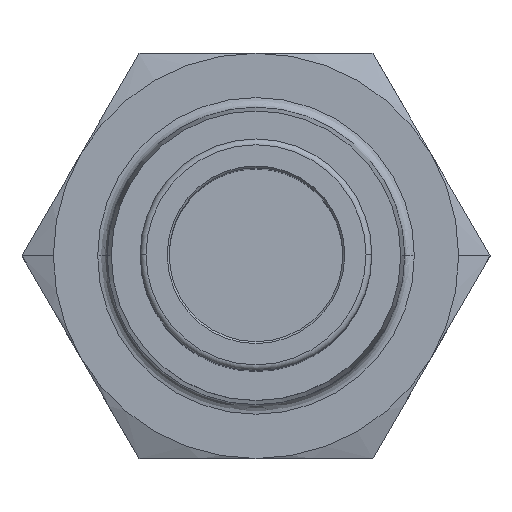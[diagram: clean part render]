
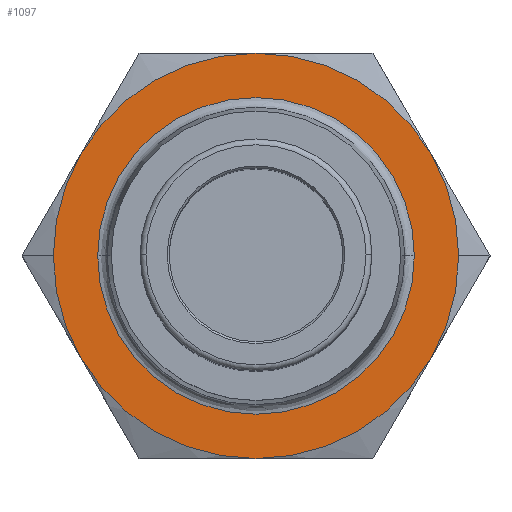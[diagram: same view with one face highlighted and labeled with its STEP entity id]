
A CAD part, top view. The second image highlights one B-rep face of the part: STEP entity #1097.
In plain terms, the highlighted planar face has unit normal (0, 0, 1).
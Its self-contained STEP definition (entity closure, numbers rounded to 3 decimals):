
#347=CARTESIAN_POINT('',(10.5,0.,-13.9));
#348=VERTEX_POINT('',#347);
#355=CARTESIAN_POINT('',(9.093,5.25,-13.9));
#356=VERTEX_POINT('',#355);
#370=CARTESIAN_POINT('',(0.,0.,-13.9));
#371=DIRECTION('',(0.0,0.0,1.0));
#372=DIRECTION('',(1.0,0.0,0.0));
#373=AXIS2_PLACEMENT_3D('',#370,#371,#372);
#374=CIRCLE('',#373,10.5);
#375=EDGE_CURVE('',#348,#356,#374,.T.);
#385=CARTESIAN_POINT('',(-10.5,0.,-13.9));
#386=VERTEX_POINT('',#385);
#395=CARTESIAN_POINT('',(-9.093,5.25,-13.9));
#396=VERTEX_POINT('',#395);
#397=CARTESIAN_POINT('',(0.,0.,-13.9));
#398=DIRECTION('',(0.0,0.0,1.0));
#399=DIRECTION('',(1.0,0.0,0.0));
#400=AXIS2_PLACEMENT_3D('',#397,#398,#399);
#401=CIRCLE('',#400,10.5);
#402=EDGE_CURVE('',#396,#386,#401,.T.);
#585=CARTESIAN_POINT('',(8.204,0.,-13.9));
#586=VERTEX_POINT('',#585);
#595=CARTESIAN_POINT('',(-8.204,0.,-13.9));
#596=VERTEX_POINT('',#595);
#604=CARTESIAN_POINT('',(0.,0.,-13.9));
#605=DIRECTION('',(0.0,0.0,1.0));
#606=DIRECTION('',(-1.0,0.0,0.0));
#607=AXIS2_PLACEMENT_3D('',#604,#605,#606);
#608=CIRCLE('',#607,8.204);
#609=EDGE_CURVE('',#596,#586,#608,.T.);
#998=CARTESIAN_POINT('',(0.,0.,-13.9));
#999=DIRECTION('',(0.0,0.0,1.0));
#1000=DIRECTION('',(-1.0,0.0,0.0));
#1001=AXIS2_PLACEMENT_3D('',#998,#999,#1000);
#1002=CIRCLE('',#1001,8.204);
#1003=EDGE_CURVE('',#586,#596,#1002,.T.);
#1034=CARTESIAN_POINT('',(0.,0.,-13.9));
#1035=DIRECTION('',(0.0,0.0,-1.0));
#1036=DIRECTION('',(-1.0,0.0,0.0));
#1037=AXIS2_PLACEMENT_3D('',#1034,#1035,#1036);
#1038=PLANE('',#1037);
#1039=CARTESIAN_POINT('',(0.,-10.5,-13.9));
#1040=VERTEX_POINT('',#1039);
#1041=CARTESIAN_POINT('',(9.093,-5.25,-13.9));
#1042=VERTEX_POINT('',#1041);
#1043=CARTESIAN_POINT('',(0.,0.,-13.9));
#1044=DIRECTION('',(0.0,0.0,1.0));
#1045=DIRECTION('',(1.0,0.0,0.0));
#1046=AXIS2_PLACEMENT_3D('',#1043,#1044,#1045);
#1047=CIRCLE('',#1046,10.5);
#1048=EDGE_CURVE('',#1040,#1042,#1047,.T.);
#1049=ORIENTED_EDGE('',*,*,#1048,.T.);
#1050=CARTESIAN_POINT('',(0.,0.,-13.9));
#1051=DIRECTION('',(0.0,0.0,1.0));
#1052=DIRECTION('',(1.0,0.0,0.0));
#1053=AXIS2_PLACEMENT_3D('',#1050,#1051,#1052);
#1054=CIRCLE('',#1053,10.5);
#1055=EDGE_CURVE('',#1042,#348,#1054,.T.);
#1056=ORIENTED_EDGE('',*,*,#1055,.T.);
#1057=ORIENTED_EDGE('',*,*,#375,.T.);
#1058=CARTESIAN_POINT('',(0.,10.5,-13.9));
#1059=VERTEX_POINT('',#1058);
#1060=CARTESIAN_POINT('',(0.,0.,-13.9));
#1061=DIRECTION('',(0.0,0.0,1.0));
#1062=DIRECTION('',(1.0,0.0,0.0));
#1063=AXIS2_PLACEMENT_3D('',#1060,#1061,#1062);
#1064=CIRCLE('',#1063,10.5);
#1065=EDGE_CURVE('',#356,#1059,#1064,.T.);
#1066=ORIENTED_EDGE('',*,*,#1065,.T.);
#1067=CARTESIAN_POINT('',(0.,0.,-13.9));
#1068=DIRECTION('',(0.0,0.0,1.0));
#1069=DIRECTION('',(1.0,0.0,0.0));
#1070=AXIS2_PLACEMENT_3D('',#1067,#1068,#1069);
#1071=CIRCLE('',#1070,10.5);
#1072=EDGE_CURVE('',#1059,#396,#1071,.T.);
#1073=ORIENTED_EDGE('',*,*,#1072,.T.);
#1074=ORIENTED_EDGE('',*,*,#402,.T.);
#1075=CARTESIAN_POINT('',(-9.093,-5.25,-13.9));
#1076=VERTEX_POINT('',#1075);
#1077=CARTESIAN_POINT('',(0.,0.,-13.9));
#1078=DIRECTION('',(0.0,0.0,1.0));
#1079=DIRECTION('',(1.0,0.0,0.0));
#1080=AXIS2_PLACEMENT_3D('',#1077,#1078,#1079);
#1081=CIRCLE('',#1080,10.5);
#1082=EDGE_CURVE('',#386,#1076,#1081,.T.);
#1083=ORIENTED_EDGE('',*,*,#1082,.T.);
#1084=CARTESIAN_POINT('',(0.,0.,-13.9));
#1085=DIRECTION('',(0.0,0.0,1.0));
#1086=DIRECTION('',(1.0,0.0,0.0));
#1087=AXIS2_PLACEMENT_3D('',#1084,#1085,#1086);
#1088=CIRCLE('',#1087,10.5);
#1089=EDGE_CURVE('',#1076,#1040,#1088,.T.);
#1090=ORIENTED_EDGE('',*,*,#1089,.T.);
#1091=EDGE_LOOP('',(#1049,#1056,#1057,#1066,#1073,#1074,#1083,#1090));
#1092=FACE_OUTER_BOUND('',#1091,.T.);
#1093=ORIENTED_EDGE('',*,*,#1003,.F.);
#1094=ORIENTED_EDGE('',*,*,#609,.F.);
#1095=EDGE_LOOP('',(#1093,#1094));
#1096=FACE_BOUND('',#1095,.T.);
#1097=ADVANCED_FACE('',(#1092,#1096),#1038,.F.);
